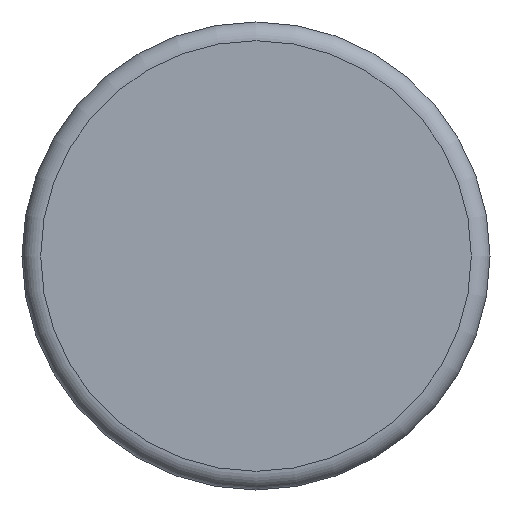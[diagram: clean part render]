
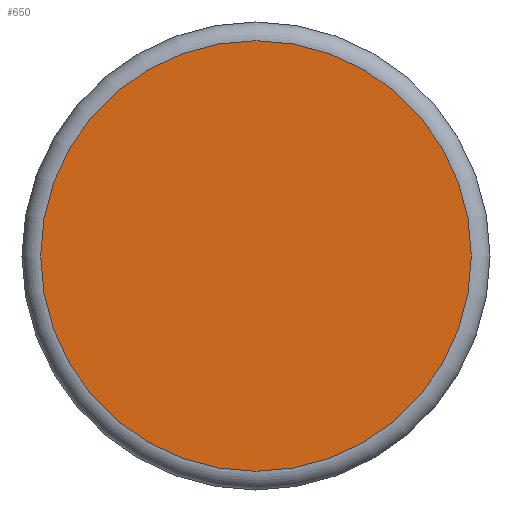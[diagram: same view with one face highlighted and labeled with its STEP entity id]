
A CAD part, left-side view. The second image highlights one B-rep face of the part: STEP entity #650.
In plain terms, the highlighted planar face has unit normal (-1, 0, 0).
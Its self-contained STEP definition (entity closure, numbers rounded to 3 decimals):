
#34=CIRCLE('',#719,3.45);
#35=CIRCLE('',#720,3.45);
#90=FACE_OUTER_BOUND('',#126,.T.);
#126=EDGE_LOOP('',(#591,#592));
#312=VERTEX_POINT('',#1185);
#313=VERTEX_POINT('',#1186);
#404=EDGE_CURVE('',#312,#313,#34,.T.);
#405=EDGE_CURVE('',#313,#312,#35,.T.);
#591=ORIENTED_EDGE('',*,*,#404,.T.);
#592=ORIENTED_EDGE('',*,*,#405,.T.);
#617=PLANE('',#722);
#650=ADVANCED_FACE('',(#90),#617,.T.);
#719=AXIS2_PLACEMENT_3D('',#1187,#882,#883);
#720=AXIS2_PLACEMENT_3D('',#1188,#884,#885);
#722=AXIS2_PLACEMENT_3D('',#1190,#888,#889);
#882=DIRECTION('center_axis',(-1.,0.,0.));
#883=DIRECTION('ref_axis',(0.,0.,-1.));
#884=DIRECTION('center_axis',(-1.,0.,0.));
#885=DIRECTION('ref_axis',(0.,0.,-1.));
#888=DIRECTION('center_axis',(-1.,0.,0.));
#889=DIRECTION('ref_axis',(0.,0.,-1.));
#1185=CARTESIAN_POINT('',(-0.825,-3.45,0.));
#1186=CARTESIAN_POINT('',(-0.825,0.,3.45));
#1187=CARTESIAN_POINT('Origin',(-0.825,0.,
0.));
#1188=CARTESIAN_POINT('Origin',(-0.825,0.,
0.));
#1190=CARTESIAN_POINT('Origin',(-0.825,0.,0.));
